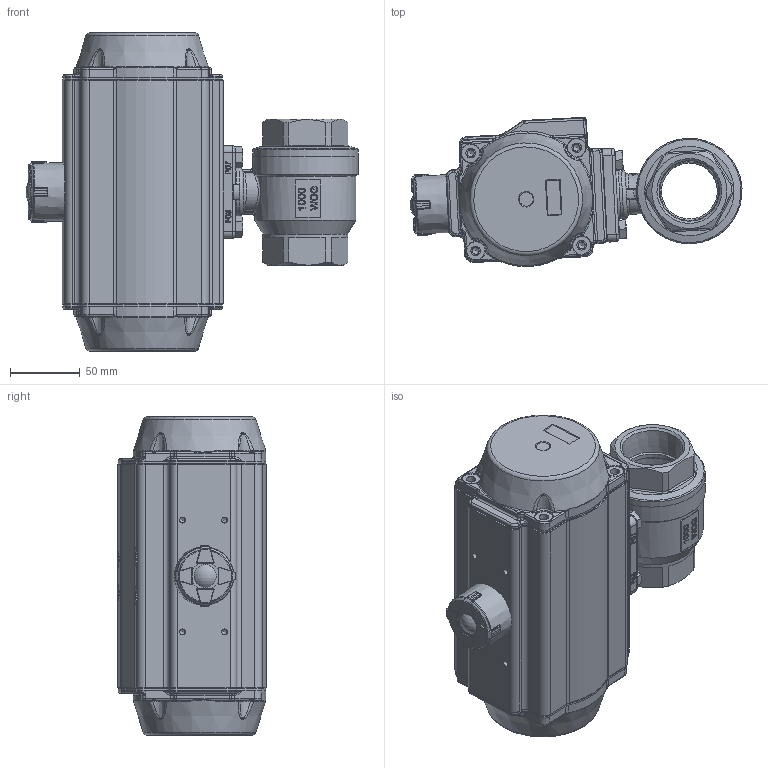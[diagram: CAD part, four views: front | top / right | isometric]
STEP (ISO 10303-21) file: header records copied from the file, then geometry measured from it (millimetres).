
FILE_DESCRIPTION(/* description */ ('Unknown'),/* implementation_level */ '2;1');
FILE_NAME(/* name */ 'PE04 9652-08',/* time_stamp */ '2025-01-15T11:08:00+01:00',/* author */ ('Unknown'),/* organization */ ('Unknown'),/* preprocessor_version */ 'ST-DEVELOPER v19.4',/* originating_system */ 'Solid Edge',/* authorisation */ 'Unknown');
FILE_SCHEMA (('AUTOMOTIVE_DESIGN {1 0 10303 214 3 1 1}'));
Products named in the file (20): PE049652-08; 9652-08; MV-82 BODY GASKET DN40; MV-82 DN40 BODY; MV-82 CAP DN40; MV-82 DN40 STEM; MV-82 Stem Packing DN40; 1_NUT  M18; MV-82 Nut Stopper DN40; PD05_PE04; VTE85____; Optische Anzeige; ______; ________(___________; cup head nib bolts with large head gb_GB_FASTENER_BOLT_CHNBW M6X25-N; huosai85; zhou85; vt85-2016-06-25  _______MIR; vt85-2016-06-25; DIN 933 M8x22 A2-70 BLK_EDST
Assembly tree (26 placements, depth 4):
  PE049652-08
    9652-08
      MV-82 BODY GASKET DN40
      MV-82 DN40 BODY
      MV-82 CAP DN40
      MV-82 DN40 STEM
      MV-82 Stem Packing DN40
      1_NUT  M18
      MV-82 Nut Stopper DN40
    PD05_PE04
      VTE85____
      Optische Anzeige
        ______
        ________(___________  x4
        cup head nib bolts with large head gb_GB_FASTENER_BOLT_CHNBW M6X25-N
      huosai85  x2
      zhou85
      vt85-2016-06-25  _______MIR
      vt85-2016-06-25
    DIN 933 M8x22 A2-70 BLK_EDST  x4
Bounding box: 237.74 x 106.63 x 228 mm (x, y, z)
Volume: 1337568.8 mm3; surface area: 388729.2 mm2
Topology: 23 solids, 23 shells, 3384 faces, 8429 edges, 5221 vertices
Faces by surface type: plane 1027, cylinder 791, bspline 781, torus 522, cone 250, sphere 13
Full cylindrical faces by diameter (mm): 3 x16, 3.3 x8, 4 x2, 4.134 x8, 4.66 x1, 4.917 x13, 5 x2, 6 x1, 6.2 x1, 6.647 x6, 8 x4, 11.445 x2, 12 x2, 13 x14, 13.4 x1, 15.294 x1, 16.2 x1, 16.5 x1, 18 x2, 18.1 x2, 18.7 x1, 20 x7, 22.5 x2, 22.7 x2, 23 x12, 26 x1, 27 x1, 28.5 x1, 31.5 x1, 32.2 x1
Entity records: 110068 total; most frequent: CARTESIAN_POINT 52451, ORIENTED_EDGE 12622, DIRECTION 10307, EDGE_CURVE 6311, VERTEX_POINT 4105, AXIS2_PLACEMENT_3D 4028, FACE_BOUND 3176, EDGE_LOOP 3164
